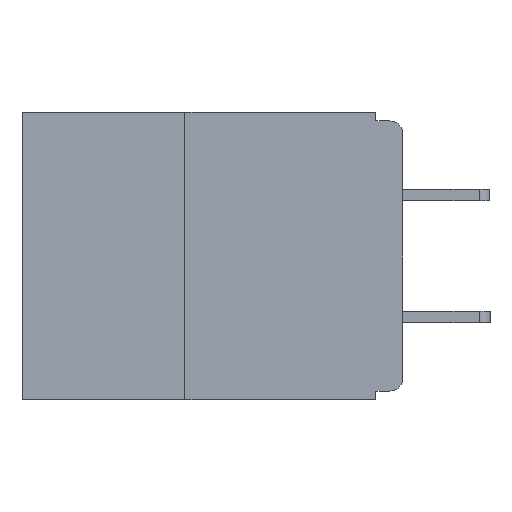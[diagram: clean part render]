
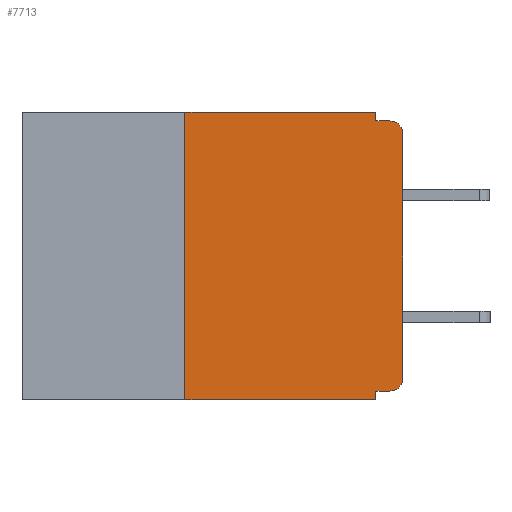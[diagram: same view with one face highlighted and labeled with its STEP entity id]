
A CAD part, left-side view. The second image highlights one B-rep face of the part: STEP entity #7713.
In plain terms, the highlighted planar face has unit normal (-1, 0, 0).
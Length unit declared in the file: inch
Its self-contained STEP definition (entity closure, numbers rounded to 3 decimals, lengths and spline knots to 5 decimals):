
#289 = VECTOR ( 'NONE', #14016, 39.37008 ) ;
#511 = LINE ( 'NONE', #10785, #14218 ) ;
#544 = DIRECTION ( 'NONE',  ( -1., 0., 0. ) ) ;
#786 = VECTOR ( 'NONE', #15193, 39.37008 ) ;
#845 = EDGE_CURVE ( 'NONE', #16091, #8923, #14155, .T. ) ;
#1278 = VECTOR ( 'NONE', #13340, 39.37008 ) ;
#1435 = VERTEX_POINT ( 'NONE', #10347 ) ;
#1653 = CARTESIAN_POINT ( 'NONE',  ( 0., 0.437, 0. ) ) ;
#1727 = CARTESIAN_POINT ( 'NONE',  ( 0., 0.015, -0.305 ) ) ;
#2029 = DIRECTION ( 'NONE',  ( 0., 0., -1. ) ) ;
#2031 = DIRECTION ( 'NONE',  ( -1., 0., 0. ) ) ;
#2171 = AXIS2_PLACEMENT_3D ( 'NONE', #1727, #2031, #2029 ) ;
#2338 = DIRECTION ( 'NONE',  ( 0., 0., -1. ) ) ;
#2541 = ORIENTED_EDGE ( 'NONE', *, *, #7422, .F. ) ;
#2671 = AXIS2_PLACEMENT_3D ( 'NONE', #8779, #544, #10165 ) ;
#3124 = CARTESIAN_POINT ( 'NONE',  ( 0., 0., -0.025 ) ) ;
#3204 = EDGE_LOOP ( 'NONE', ( #13215, #14477, #15298, #5714, #4226, #15522, #8743, #2541, #12401, #9416 ) ) ;
#3281 = EDGE_CURVE ( 'NONE', #14942, #8568, #7882, .T. ) ;
#3333 = EDGE_CURVE ( 'NONE', #16091, #8167, #12160, .T. ) ;
#4226 = ORIENTED_EDGE ( 'NONE', *, *, #9243, .F. ) ;
#4385 = DIRECTION ( 'NONE',  ( 1., 0., 0. ) ) ;
#4889 = VECTOR ( 'NONE', #7873, 39.37008 ) ;
#5022 = VECTOR ( 'NONE', #13610, 39.37008 ) ;
#5306 = VECTOR ( 'NONE', #15515, 39.37008 ) ;
#5577 = CARTESIAN_POINT ( 'NONE',  ( 0., 0.015, -0.01 ) ) ;
#5613 = CARTESIAN_POINT ( 'NONE',  ( 0., 0.031, -0.01 ) ) ;
#5699 = PLANE ( 'NONE',  #14403 ) ;
#5714 = ORIENTED_EDGE ( 'NONE', *, *, #16738, .F. ) ;
#6318 = VERTEX_POINT ( 'NONE', #5577 ) ;
#6756 = CARTESIAN_POINT ( 'NONE',  ( 0., 0.031, 0. ) ) ;
#6780 = EDGE_CURVE ( 'NONE', #14942, #1435, #8126, .T. ) ;
#7001 = VERTEX_POINT ( 'NONE', #5613 ) ;
#7422 = EDGE_CURVE ( 'NONE', #8167, #1435, #13239, .T. ) ;
#7713 = ADVANCED_FACE ( 'NONE', ( #10895 ), #5699, .F. ) ;
#7817 = CARTESIAN_POINT ( 'NONE',  ( 0., 0.031, -0.33 ) ) ;
#7873 = DIRECTION ( 'NONE',  ( 0., 0., 1. ) ) ;
#7882 = LINE ( 'NONE', #15584, #5306 ) ;
#7898 = CARTESIAN_POINT ( 'NONE',  ( 0., 0.437, -0.33 ) ) ;
#8126 = LINE ( 'NONE', #7898, #1278 ) ;
#8167 = VERTEX_POINT ( 'NONE', #13506 ) ;
#8568 = VERTEX_POINT ( 'NONE', #17087 ) ;
#8743 = ORIENTED_EDGE ( 'NONE', *, *, #6780, .T. ) ;
#8779 = CARTESIAN_POINT ( 'NONE',  ( 0., 0.015, -0.025 ) ) ;
#8923 = VERTEX_POINT ( 'NONE', #13906 ) ;
#8984 = EDGE_CURVE ( 'NONE', #7001, #6318, #10834, .T. ) ;
#9135 = CARTESIAN_POINT ( 'NONE',  ( 0., 0.031, 0. ) ) ;
#9199 = VECTOR ( 'NONE', #2338, 39.37008 ) ;
#9243 = EDGE_CURVE ( 'NONE', #8568, #10441, #511, .T. ) ;
#9373 = CARTESIAN_POINT ( 'NONE',  ( 0., 0.25, -0.33 ) ) ;
#9416 = ORIENTED_EDGE ( 'NONE', *, *, #845, .T. ) ;
#9996 = CARTESIAN_POINT ( 'NONE',  ( 0., 0., -0.01 ) ) ;
#10165 = DIRECTION ( 'NONE',  ( 0., 0., -1. ) ) ;
#10347 = CARTESIAN_POINT ( 'NONE',  ( 0., 0.031, -0.33 ) ) ;
#10441 = VERTEX_POINT ( 'NONE', #9135 ) ;
#10785 = CARTESIAN_POINT ( 'NONE',  ( 0., 0.437, 0. ) ) ;
#10834 = LINE ( 'NONE', #9996, #289 ) ;
#10895 = FACE_OUTER_BOUND ( 'NONE', #3204, .T. ) ;
#12160 = LINE ( 'NONE', #15137, #786 ) ;
#12164 = LINE ( 'NONE', #15960, #4889 ) ;
#12229 = CARTESIAN_POINT ( 'NONE',  ( 0., 0.015, -0.32 ) ) ;
#12401 = ORIENTED_EDGE ( 'NONE', *, *, #3333, .F. ) ;
#13215 = ORIENTED_EDGE ( 'NONE', *, *, #14332, .T. ) ;
#13239 = LINE ( 'NONE', #7817, #9199 ) ;
#13340 = DIRECTION ( 'NONE',  ( 0., -1., 0. ) ) ;
#13506 = CARTESIAN_POINT ( 'NONE',  ( 0., 0.031, -0.32 ) ) ;
#13610 = DIRECTION ( 'NONE',  ( 0., 0., -1. ) ) ;
#13906 = CARTESIAN_POINT ( 'NONE',  ( 0., 0., -0.305 ) ) ;
#13935 = DIRECTION ( 'NONE',  ( 0., 0., -1. ) ) ;
#14016 = DIRECTION ( 'NONE',  ( 0., -1., 0. ) ) ;
#14155 = CIRCLE ( 'NONE', #2171, 0.015 ) ;
#14218 = VECTOR ( 'NONE', #17352, 39.37008 ) ;
#14332 = EDGE_CURVE ( 'NONE', #8923, #16297, #12164, .T. ) ;
#14403 = AXIS2_PLACEMENT_3D ( 'NONE', #1653, #4385, #13935 ) ;
#14477 = ORIENTED_EDGE ( 'NONE', *, *, #15765, .T. ) ;
#14942 = VERTEX_POINT ( 'NONE', #9373 ) ;
#15137 = CARTESIAN_POINT ( 'NONE',  ( 0., 0., -0.32 ) ) ;
#15193 = DIRECTION ( 'NONE',  ( 0., 1., 0. ) ) ;
#15298 = ORIENTED_EDGE ( 'NONE', *, *, #8984, .F. ) ;
#15515 = DIRECTION ( 'NONE',  ( 0., 0., 1. ) ) ;
#15522 = ORIENTED_EDGE ( 'NONE', *, *, #3281, .F. ) ;
#15584 = CARTESIAN_POINT ( 'NONE',  ( 0., 0.25, -0.33 ) ) ;
#15765 = EDGE_CURVE ( 'NONE', #16297, #6318, #17036, .T. ) ;
#15838 = LINE ( 'NONE', #6756, #5022 ) ;
#15960 = CARTESIAN_POINT ( 'NONE',  ( 0., 0., 0. ) ) ;
#16091 = VERTEX_POINT ( 'NONE', #12229 ) ;
#16297 = VERTEX_POINT ( 'NONE', #3124 ) ;
#16738 = EDGE_CURVE ( 'NONE', #10441, #7001, #15838, .T. ) ;
#17036 = CIRCLE ( 'NONE', #2671, 0.015 ) ;
#17087 = CARTESIAN_POINT ( 'NONE',  ( 0., 0.25, 0. ) ) ;
#17352 = DIRECTION ( 'NONE',  ( 0., -1., 0. ) ) ;
